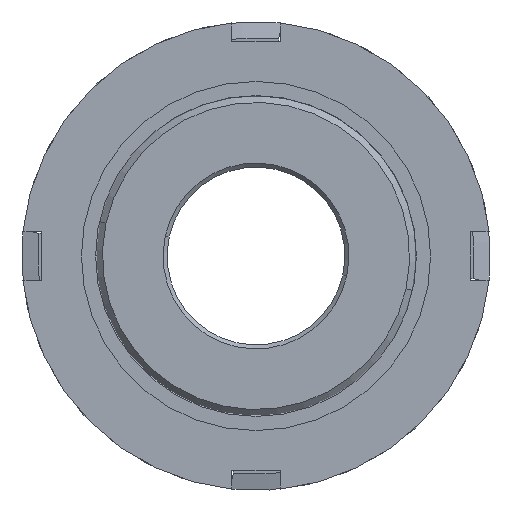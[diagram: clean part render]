
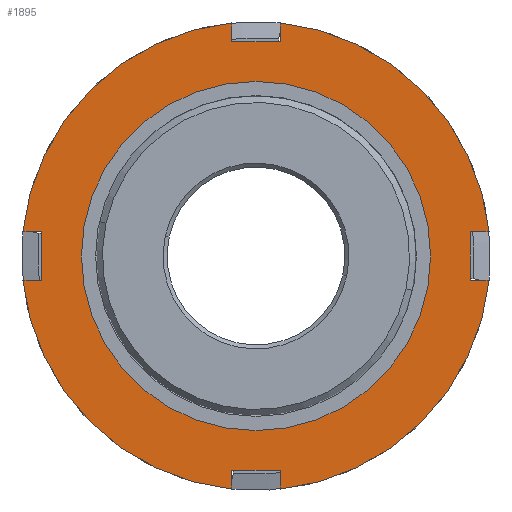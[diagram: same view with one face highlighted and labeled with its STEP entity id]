
A CAD part, front view. The second image highlights one B-rep face of the part: STEP entity #1895.
In plain terms, the highlighted planar face has unit normal (0, -1, 0).
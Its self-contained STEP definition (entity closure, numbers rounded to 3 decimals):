
#15 = ORIENTED_EDGE ( 'NONE', *, *, #2170, .T. ) ;
#19 = EDGE_CURVE ( 'NONE', #2570, #1129, #1690, .T. ) ;
#40 = EDGE_CURVE ( 'NONE', #1016, #1555, #1151, .T. ) ;
#59 = FACE_BOUND ( 'NONE', #1229, .T. ) ;
#71 = VECTOR ( 'NONE', #167, 1000. ) ;
#115 = AXIS2_PLACEMENT_3D ( 'NONE', #2820, #980, #133 ) ;
#133 = DIRECTION ( 'NONE',  ( -1., 0., 0. ) ) ;
#146 = VERTEX_POINT ( 'NONE', #2071 ) ;
#167 = DIRECTION ( 'NONE',  ( 0., 0., 1. ) ) ;
#218 = DIRECTION ( 'NONE',  ( -1., 0., 0. ) ) ;
#233 = CARTESIAN_POINT ( 'NONE',  ( 3., -20.269, 26.5 ) ) ;
#236 = CARTESIAN_POINT ( 'NONE',  ( 21.6, -20.269, 3. ) ) ;
#247 = CARTESIAN_POINT ( 'NONE',  ( 0., -20.269, 0. ) ) ;
#248 = VECTOR ( 'NONE', #1527, 1000. ) ;
#278 = CARTESIAN_POINT ( 'NONE',  ( 28.844, -20.269, -3. ) ) ;
#291 = ORIENTED_EDGE ( 'NONE', *, *, #707, .F. ) ;
#306 = CIRCLE ( 'NONE', #115, 29. ) ;
#325 = LINE ( 'NONE', #803, #1306 ) ;
#343 = VERTEX_POINT ( 'NONE', #2151 ) ;
#372 = CARTESIAN_POINT ( 'NONE',  ( -3., -20.269, -26.5 ) ) ;
#386 = LINE ( 'NONE', #1036, #1152 ) ;
#421 = EDGE_CURVE ( 'NONE', #1016, #1056, #1163, .T. ) ;
#428 = VERTEX_POINT ( 'NONE', #1785 ) ;
#444 = AXIS2_PLACEMENT_3D ( 'NONE', #2458, #2699, #1790 ) ;
#458 = EDGE_CURVE ( 'NONE', #428, #1654, #521, .T. ) ;
#494 = AXIS2_PLACEMENT_3D ( 'NONE', #247, #689, #896 ) ;
#497 = CARTESIAN_POINT ( 'NONE',  ( -21.6, -20.269, 0. ) ) ;
#521 = LINE ( 'NONE', #713, #1030 ) ;
#574 = DIRECTION ( 'NONE',  ( 0., 0., 1. ) ) ;
#598 = VECTOR ( 'NONE', #2672, 1000. ) ;
#611 = DIRECTION ( 'NONE',  ( 0., 0., -1. ) ) ;
#619 = CARTESIAN_POINT ( 'NONE',  ( 0., -20.269, 0. ) ) ;
#627 = CIRCLE ( 'NONE', #686, 21.6 ) ;
#655 = LINE ( 'NONE', #2660, #2375 ) ;
#657 = CARTESIAN_POINT ( 'NONE',  ( 0., -20.269, 26.5 ) ) ;
#659 = DIRECTION ( 'NONE',  ( 1., 0., 0. ) ) ;
#686 = AXIS2_PLACEMENT_3D ( 'NONE', #619, #867, #218 ) ;
#689 = DIRECTION ( 'NONE',  ( 0., 1., 0. ) ) ;
#696 = DIRECTION ( 'NONE',  ( 0., 1., 0. ) ) ;
#707 = EDGE_CURVE ( 'NONE', #1291, #1056, #2200, .T. ) ;
#713 = CARTESIAN_POINT ( 'NONE',  ( 0., -20.269, -26.5 ) ) ;
#721 = VECTOR ( 'NONE', #2705, 1000. ) ;
#780 = CARTESIAN_POINT ( 'NONE',  ( 28.844, -20.269, 3. ) ) ;
#800 = DIRECTION ( 'NONE',  ( -1., 0., 0. ) ) ;
#803 = CARTESIAN_POINT ( 'NONE',  ( -26.5, -20.269, 0. ) ) ;
#849 = CARTESIAN_POINT ( 'NONE',  ( 21.6, -20.269, -3. ) ) ;
#867 = DIRECTION ( 'NONE',  ( 0., 1., 0. ) ) ;
#882 = ORIENTED_EDGE ( 'NONE', *, *, #458, .F. ) ;
#896 = DIRECTION ( 'NONE',  ( -1., 0., 0. ) ) ;
#903 = CARTESIAN_POINT ( 'NONE',  ( 21.6, -20.269, 0. ) ) ;
#913 = ORIENTED_EDGE ( 'NONE', *, *, #2036, .F. ) ;
#980 = DIRECTION ( 'NONE',  ( 0., 1., 0. ) ) ;
#1016 = VERTEX_POINT ( 'NONE', #2811 ) ;
#1030 = VECTOR ( 'NONE', #1137, 1000. ) ;
#1036 = CARTESIAN_POINT ( 'NONE',  ( 3., -20.269, 0. ) ) ;
#1056 = VERTEX_POINT ( 'NONE', #780 ) ;
#1061 = DIRECTION ( 'NONE',  ( -1., 0., 0. ) ) ;
#1065 = VECTOR ( 'NONE', #659, 1000. ) ;
#1073 = DIRECTION ( 'NONE',  ( 0., 1., 0. ) ) ;
#1129 = VERTEX_POINT ( 'NONE', #1285 ) ;
#1136 = EDGE_CURVE ( 'NONE', #2187, #1129, #1202, .T. ) ;
#1137 = DIRECTION ( 'NONE',  ( -1., 0., 0. ) ) ;
#1139 = PLANE ( 'NONE',  #1526 ) ;
#1151 = LINE ( 'NONE', #2595, #2119 ) ;
#1152 = VECTOR ( 'NONE', #1265, 1000. ) ;
#1163 = LINE ( 'NONE', #236, #721 ) ;
#1174 = LINE ( 'NONE', #657, #598 ) ;
#1202 = LINE ( 'NONE', #1250, #2280 ) ;
#1226 = EDGE_CURVE ( 'NONE', #1855, #1291, #655, .T. ) ;
#1229 = EDGE_LOOP ( 'NONE', ( #2329, #1284 ) ) ;
#1250 = CARTESIAN_POINT ( 'NONE',  ( 21.6, -20.269, -3. ) ) ;
#1265 = DIRECTION ( 'NONE',  ( 0., 0., -1. ) ) ;
#1268 = ORIENTED_EDGE ( 'NONE', *, *, #1136, .T. ) ;
#1284 = ORIENTED_EDGE ( 'NONE', *, *, #2184, .T. ) ;
#1285 = CARTESIAN_POINT ( 'NONE',  ( -28.844, -20.269, -3. ) ) ;
#1289 = CARTESIAN_POINT ( 'NONE',  ( -3., -20.269, 0. ) ) ;
#1291 = VERTEX_POINT ( 'NONE', #2242 ) ;
#1296 = ORIENTED_EDGE ( 'NONE', *, *, #2828, .T. ) ;
#1306 = VECTOR ( 'NONE', #574, 1000. ) ;
#1318 = CARTESIAN_POINT ( 'NONE',  ( -26.5, -20.269, 3. ) ) ;
#1355 = DIRECTION ( 'NONE',  ( -1., 0., 0. ) ) ;
#1377 = ORIENTED_EDGE ( 'NONE', *, *, #1226, .F. ) ;
#1401 = VERTEX_POINT ( 'NONE', #497 ) ;
#1449 = CIRCLE ( 'NONE', #494, 21.6 ) ;
#1473 = CARTESIAN_POINT ( 'NONE',  ( -26.5, -20.269, -3. ) ) ;
#1526 = AXIS2_PLACEMENT_3D ( 'NONE', #903, #696, #1355 ) ;
#1527 = DIRECTION ( 'NONE',  ( 0., 0., -1. ) ) ;
#1555 = VERTEX_POINT ( 'NONE', #2138 ) ;
#1582 = ORIENTED_EDGE ( 'NONE', *, *, #1816, .F. ) ;
#1611 = AXIS2_PLACEMENT_3D ( 'NONE', #1929, #1073, #2663 ) ;
#1616 = ORIENTED_EDGE ( 'NONE', *, *, #2295, .F. ) ;
#1654 = VERTEX_POINT ( 'NONE', #372 ) ;
#1672 = EDGE_CURVE ( 'NONE', #2187, #2298, #325, .T. ) ;
#1684 = CARTESIAN_POINT ( 'NONE',  ( -3., -20.269, 0. ) ) ;
#1690 = CIRCLE ( 'NONE', #1825, 29. ) ;
#1736 = FACE_OUTER_BOUND ( 'NONE', #2190, .T. ) ;
#1757 = EDGE_CURVE ( 'NONE', #1555, #2691, #2631, .T. ) ;
#1785 = CARTESIAN_POINT ( 'NONE',  ( 3., -20.269, -26.5 ) ) ;
#1790 = DIRECTION ( 'NONE',  ( -1., 0., 0. ) ) ;
#1793 = CARTESIAN_POINT ( 'NONE',  ( 3., -20.269, -28.844 ) ) ;
#1807 = VECTOR ( 'NONE', #2428, 1000. ) ;
#1816 = EDGE_CURVE ( 'NONE', #2298, #146, #2130, .T. ) ;
#1825 = AXIS2_PLACEMENT_3D ( 'NONE', #2841, #2353, #800 ) ;
#1855 = VERTEX_POINT ( 'NONE', #233 ) ;
#1888 = EDGE_CURVE ( 'NONE', #1401, #1970, #1449, .T. ) ;
#1892 = EDGE_CURVE ( 'NONE', #146, #343, #1979, .T. ) ;
#1895 = ADVANCED_FACE ( 'NONE', ( #59, #1736 ), #1139, .F. ) ;
#1903 = ORIENTED_EDGE ( 'NONE', *, *, #1757, .F. ) ;
#1929 = CARTESIAN_POINT ( 'NONE',  ( 0., -20.269, 0. ) ) ;
#1966 = CARTESIAN_POINT ( 'NONE',  ( 21.6, -20.269, 3. ) ) ;
#1970 = VERTEX_POINT ( 'NONE', #2124 ) ;
#1979 = CIRCLE ( 'NONE', #444, 29. ) ;
#2036 = EDGE_CURVE ( 'NONE', #2691, #2696, #306, .T. ) ;
#2064 = CARTESIAN_POINT ( 'NONE',  ( -3., -20.269, 26.5 ) ) ;
#2071 = CARTESIAN_POINT ( 'NONE',  ( -28.844, -20.269, 3. ) ) ;
#2119 = VECTOR ( 'NONE', #611, 1000. ) ;
#2124 = CARTESIAN_POINT ( 'NONE',  ( 21.6, -20.269, 0. ) ) ;
#2130 = LINE ( 'NONE', #1966, #1807 ) ;
#2138 = CARTESIAN_POINT ( 'NONE',  ( 26.5, -20.269, -3. ) ) ;
#2151 = CARTESIAN_POINT ( 'NONE',  ( -3., -20.269, 28.844 ) ) ;
#2170 = EDGE_CURVE ( 'NONE', #2332, #343, #2717, .T. ) ;
#2184 = EDGE_CURVE ( 'NONE', #1970, #1401, #627, .T. ) ;
#2187 = VERTEX_POINT ( 'NONE', #1473 ) ;
#2190 = EDGE_LOOP ( 'NONE', ( #1582, #2736, #1268, #2389, #2448, #882, #1296, #913, #1903, #2416, #2225, #291, #1377, #1616, #15, #2423 ) ) ;
#2200 = CIRCLE ( 'NONE', #1611, 29. ) ;
#2218 = DIRECTION ( 'NONE',  ( 0., 0., 1. ) ) ;
#2225 = ORIENTED_EDGE ( 'NONE', *, *, #421, .T. ) ;
#2242 = CARTESIAN_POINT ( 'NONE',  ( 3., -20.269, 28.844 ) ) ;
#2280 = VECTOR ( 'NONE', #1061, 1000. ) ;
#2295 = EDGE_CURVE ( 'NONE', #2332, #1855, #1174, .T. ) ;
#2298 = VERTEX_POINT ( 'NONE', #1318 ) ;
#2329 = ORIENTED_EDGE ( 'NONE', *, *, #1888, .T. ) ;
#2332 = VERTEX_POINT ( 'NONE', #2064 ) ;
#2353 = DIRECTION ( 'NONE',  ( 0., 1., 0. ) ) ;
#2375 = VECTOR ( 'NONE', #2218, 1000. ) ;
#2389 = ORIENTED_EDGE ( 'NONE', *, *, #19, .F. ) ;
#2411 = CARTESIAN_POINT ( 'NONE',  ( -3., -20.269, -28.844 ) ) ;
#2416 = ORIENTED_EDGE ( 'NONE', *, *, #40, .F. ) ;
#2423 = ORIENTED_EDGE ( 'NONE', *, *, #1892, .F. ) ;
#2428 = DIRECTION ( 'NONE',  ( -1., 0., 0. ) ) ;
#2448 = ORIENTED_EDGE ( 'NONE', *, *, #2894, .F. ) ;
#2458 = CARTESIAN_POINT ( 'NONE',  ( 0., -20.269, 0. ) ) ;
#2459 = LINE ( 'NONE', #1289, #248 ) ;
#2570 = VERTEX_POINT ( 'NONE', #2411 ) ;
#2595 = CARTESIAN_POINT ( 'NONE',  ( 26.5, -20.269, 0. ) ) ;
#2631 = LINE ( 'NONE', #849, #1065 ) ;
#2660 = CARTESIAN_POINT ( 'NONE',  ( 3., -20.269, 0. ) ) ;
#2663 = DIRECTION ( 'NONE',  ( -1., 0., 0. ) ) ;
#2672 = DIRECTION ( 'NONE',  ( 1., 0., 0. ) ) ;
#2691 = VERTEX_POINT ( 'NONE', #278 ) ;
#2696 = VERTEX_POINT ( 'NONE', #1793 ) ;
#2699 = DIRECTION ( 'NONE',  ( 0., 1., 0. ) ) ;
#2705 = DIRECTION ( 'NONE',  ( 1., 0., 0. ) ) ;
#2717 = LINE ( 'NONE', #1684, #71 ) ;
#2736 = ORIENTED_EDGE ( 'NONE', *, *, #1672, .F. ) ;
#2811 = CARTESIAN_POINT ( 'NONE',  ( 26.5, -20.269, 3. ) ) ;
#2820 = CARTESIAN_POINT ( 'NONE',  ( 0., -20.269, 0. ) ) ;
#2828 = EDGE_CURVE ( 'NONE', #428, #2696, #386, .T. ) ;
#2841 = CARTESIAN_POINT ( 'NONE',  ( 0., -20.269, 0. ) ) ;
#2894 = EDGE_CURVE ( 'NONE', #1654, #2570, #2459, .T. ) ;
